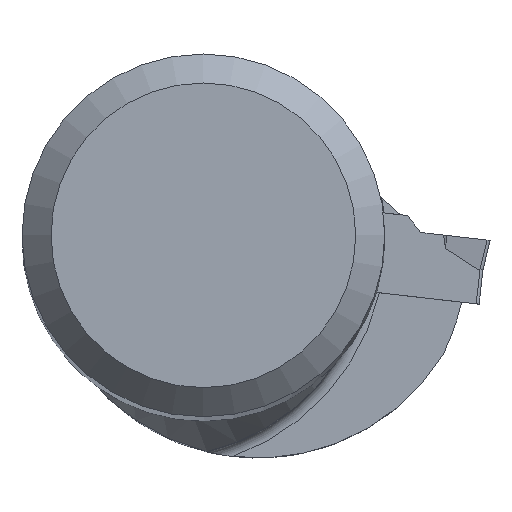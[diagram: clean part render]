
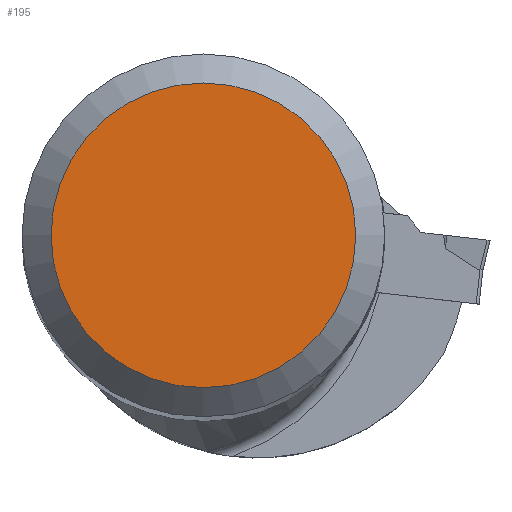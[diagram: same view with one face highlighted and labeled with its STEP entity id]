
A CAD part, top view. The second image highlights one B-rep face of the part: STEP entity #195.
In plain terms, the highlighted planar face has unit normal (0, 0, 1).
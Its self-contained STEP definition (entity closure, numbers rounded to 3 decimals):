
#195=ADVANCED_FACE('',(#299),#254,.F.);
#254=PLANE('',#1454);
#299=FACE_OUTER_BOUND('',#366,.T.);
#366=EDGE_LOOP('',(#550));
#434=CIRCLE('',#1453,10.5);
#550=ORIENTED_EDGE('',*,*,#1013,.T.);
#872=VERTEX_POINT('',#2116);
#1013=EDGE_CURVE('',#872,#872,#434,.T.);
#1453=AXIS2_PLACEMENT_3D('',#2115,#1637,#1638);
#1454=AXIS2_PLACEMENT_3D('',#2117,#1639,#1640);
#1637=DIRECTION('',(0.,0.,1.));
#1638=DIRECTION('',(0.,1.,0.));
#1639=DIRECTION('',(0.,0.,-1.));
#1640=DIRECTION('',(0.,1.,0.));
#2115=CARTESIAN_POINT('',(0.,0.,0.));
#2116=CARTESIAN_POINT('',(0.,10.5,0.));
#2117=CARTESIAN_POINT('',(0.,0.,0.));
